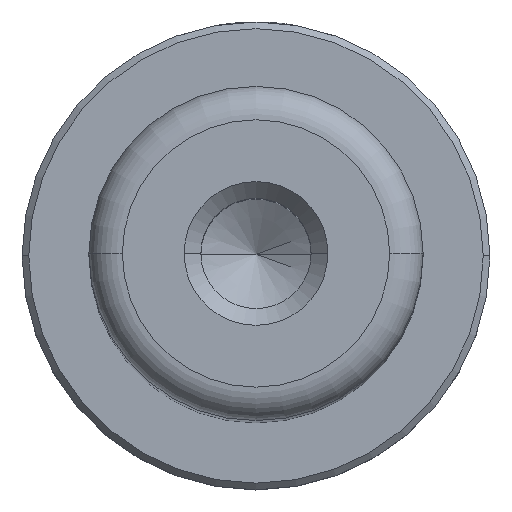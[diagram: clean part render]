
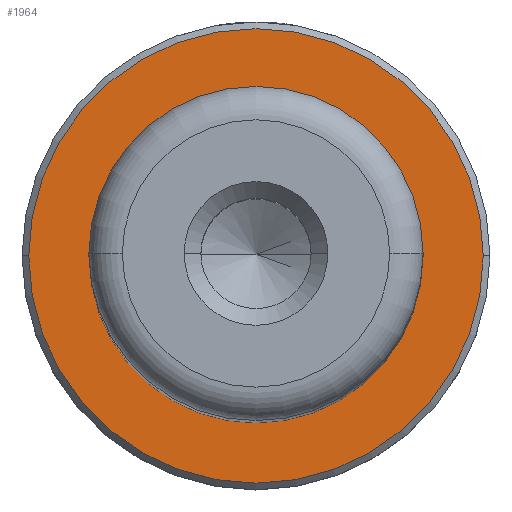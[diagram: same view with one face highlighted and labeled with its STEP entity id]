
A CAD part, top view. The second image highlights one B-rep face of the part: STEP entity #1964.
In plain terms, the highlighted planar face has unit normal (0, 0, 1).
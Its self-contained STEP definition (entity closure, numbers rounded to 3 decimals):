
#38 = CARTESIAN_POINT ( 'NONE',  ( 0., 0., 13. ) ) ;
#44 = CIRCLE ( 'NONE', #1428, 4.5 ) ;
#110 = FACE_BOUND ( 'NONE', #491, .T. ) ;
#130 = CARTESIAN_POINT ( 'NONE',  ( 4.5, 0., 13. ) ) ;
#192 = VERTEX_POINT ( 'NONE', #1207 ) ;
#207 = DIRECTION ( 'NONE',  ( 1., 0., 0. ) ) ;
#249 = EDGE_LOOP ( 'NONE', ( #1986, #289 ) ) ;
#284 = DIRECTION ( 'NONE',  ( 0., 0., 1. ) ) ;
#289 = ORIENTED_EDGE ( 'NONE', *, *, #884, .T. ) ;
#474 = CIRCLE ( 'NONE', #1049, 6.8 ) ;
#491 = EDGE_LOOP ( 'NONE', ( #1538, #890 ) ) ;
#558 = CIRCLE ( 'NONE', #1574, 4.5 ) ;
#585 = CARTESIAN_POINT ( 'NONE',  ( 0., 0., 13. ) ) ;
#671 = EDGE_CURVE ( 'NONE', #1778, #1956, #44, .T. ) ;
#750 = DIRECTION ( 'NONE',  ( 1., 0., 0. ) ) ;
#884 = EDGE_CURVE ( 'NONE', #192, #1225, #474, .T. ) ;
#890 = ORIENTED_EDGE ( 'NONE', *, *, #671, .T. ) ;
#905 = CARTESIAN_POINT ( 'NONE',  ( 0., 0., 13. ) ) ;
#1022 = DIRECTION ( 'NONE',  ( 0., 0., -1. ) ) ;
#1025 = CARTESIAN_POINT ( 'NONE',  ( 0., 0., 13. ) ) ;
#1027 = FACE_OUTER_BOUND ( 'NONE', #249, .T. ) ;
#1049 = AXIS2_PLACEMENT_3D ( 'NONE', #38, #284, #1467 ) ;
#1060 = DIRECTION ( 'NONE',  ( -1., 0., 0. ) ) ;
#1108 = CARTESIAN_POINT ( 'NONE',  ( 0., 0., 13. ) ) ;
#1172 = DIRECTION ( 'NONE',  ( -1., 0., 0. ) ) ;
#1207 = CARTESIAN_POINT ( 'NONE',  ( 6.8, 0., 13. ) ) ;
#1208 = DIRECTION ( 'NONE',  ( 0., 0., 1. ) ) ;
#1225 = VERTEX_POINT ( 'NONE', #1432 ) ;
#1329 = CIRCLE ( 'NONE', #1847, 6.8 ) ;
#1351 = PLANE ( 'NONE',  #1464 ) ;
#1364 = EDGE_CURVE ( 'NONE', #1956, #1778, #558, .T. ) ;
#1428 = AXIS2_PLACEMENT_3D ( 'NONE', #1108, #1022, #1060 ) ;
#1432 = CARTESIAN_POINT ( 'NONE',  ( -6.8, 0., 13. ) ) ;
#1464 = AXIS2_PLACEMENT_3D ( 'NONE', #905, #1208, #207 ) ;
#1467 = DIRECTION ( 'NONE',  ( 1., 0., 0. ) ) ;
#1538 = ORIENTED_EDGE ( 'NONE', *, *, #1364, .T. ) ;
#1574 = AXIS2_PLACEMENT_3D ( 'NONE', #1025, #2044, #1172 ) ;
#1643 = CARTESIAN_POINT ( 'NONE',  ( -4.5, 0., 13. ) ) ;
#1667 = DIRECTION ( 'NONE',  ( 0., 0., 1. ) ) ;
#1778 = VERTEX_POINT ( 'NONE', #130 ) ;
#1847 = AXIS2_PLACEMENT_3D ( 'NONE', #585, #1667, #750 ) ;
#1956 = VERTEX_POINT ( 'NONE', #1643 ) ;
#1964 = ADVANCED_FACE ( 'NONE', ( #1027, #110 ), #1351, .T. ) ;
#1986 = ORIENTED_EDGE ( 'NONE', *, *, #2022, .T. ) ;
#2022 = EDGE_CURVE ( 'NONE', #1225, #192, #1329, .T. ) ;
#2044 = DIRECTION ( 'NONE',  ( 0., 0., -1. ) ) ;
